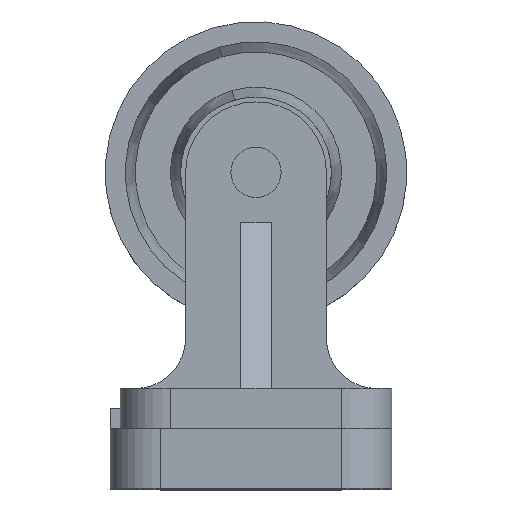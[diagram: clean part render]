
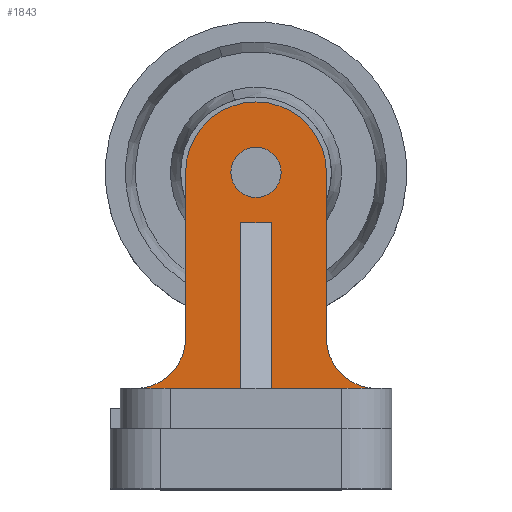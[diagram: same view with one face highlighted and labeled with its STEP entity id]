
A CAD part, top view. The second image highlights one B-rep face of the part: STEP entity #1843.
In plain terms, the highlighted face is planar.
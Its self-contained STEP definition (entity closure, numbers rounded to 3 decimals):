
#6 = EDGE_CURVE ( 'NONE', #252, #3058, #1605, .T. ) ;
#20 = FACE_BOUND ( 'NONE', #2682, .T. ) ;
#28 = LINE ( 'NONE', #846, #881 ) ;
#50 = ORIENTED_EDGE ( 'NONE', *, *, #1332, .F. ) ;
#130 = LINE ( 'NONE', #2574, #143 ) ;
#143 = VECTOR ( 'NONE', #151, 1000. ) ;
#151 = DIRECTION ( 'NONE',  ( 0., 1., 0. ) ) ;
#252 = VERTEX_POINT ( 'NONE', #2193 ) ;
#267 = EDGE_CURVE ( 'NONE', #2790, #2196, #1194, .T. ) ;
#272 = VECTOR ( 'NONE', #803, 1000. ) ;
#307 = CARTESIAN_POINT ( 'NONE',  ( 22., 51., -13. ) ) ;
#364 = CARTESIAN_POINT ( 'NONE',  ( 22., 51., -41. ) ) ;
#386 = CARTESIAN_POINT ( 'NONE',  ( 22., 51., -27. ) ) ;
#401 = AXIS2_PLACEMENT_3D ( 'NONE', #2967, #1667, #566 ) ;
#429 = ORIENTED_EDGE ( 'NONE', *, *, #267, .F. ) ;
#512 = DIRECTION ( 'NONE',  ( 0., 0., -1. ) ) ;
#535 = CARTESIAN_POINT ( 'NONE',  ( 22., 8., -30. ) ) ;
#536 = AXIS2_PLACEMENT_3D ( 'NONE', #811, #3156, #512 ) ;
#566 = DIRECTION ( 'NONE',  ( 0., 0., -1. ) ) ;
#568 = EDGE_CURVE ( 'NONE', #2244, #2913, #1952, .T. ) ;
#582 = FACE_OUTER_BOUND ( 'NONE', #2252, .T. ) ;
#591 = DIRECTION ( 'NONE',  ( 0., 0., -1. ) ) ;
#610 = CARTESIAN_POINT ( 'NONE',  ( 22., 8., -51. ) ) ;
#651 = CARTESIAN_POINT ( 'NONE',  ( 22., 8., -3. ) ) ;
#763 = VECTOR ( 'NONE', #3199, 1000. ) ;
#803 = DIRECTION ( 'NONE',  ( 0., 1., 0. ) ) ;
#811 = CARTESIAN_POINT ( 'NONE',  ( 22., 51., -27. ) ) ;
#818 = AXIS2_PLACEMENT_3D ( 'NONE', #386, #2536, #899 ) ;
#827 = EDGE_CURVE ( 'NONE', #1226, #3455, #1376, .T. ) ;
#846 = CARTESIAN_POINT ( 'NONE',  ( 22., 41., -24. ) ) ;
#881 = VECTOR ( 'NONE', #2729, 1000. ) ;
#887 = CIRCLE ( 'NONE', #1066, 10. ) ;
#899 = DIRECTION ( 'NONE',  ( 0., 0., -1. ) ) ;
#911 = VECTOR ( 'NONE', #1610, 1000. ) ;
#957 = DIRECTION ( 'NONE',  ( 0., 0., 1. ) ) ;
#1021 = EDGE_CURVE ( 'NONE', #2270, #3058, #28, .T. ) ;
#1066 = AXIS2_PLACEMENT_3D ( 'NONE', #2688, #1098, #1817 ) ;
#1098 = DIRECTION ( 'NONE',  ( -1., 0., 0. ) ) ;
#1194 = CIRCLE ( 'NONE', #1364, 10. ) ;
#1226 = VERTEX_POINT ( 'NONE', #651 ) ;
#1284 = CARTESIAN_POINT ( 'NONE',  ( 22., 8., -24. ) ) ;
#1332 = EDGE_CURVE ( 'NONE', #2258, #1226, #887, .T. ) ;
#1364 = AXIS2_PLACEMENT_3D ( 'NONE', #2291, #3350, #957 ) ;
#1376 = LINE ( 'NONE', #2141, #763 ) ;
#1412 = CARTESIAN_POINT ( 'NONE',  ( 22., 41., -30. ) ) ;
#1444 = ORIENTED_EDGE ( 'NONE', *, *, #3273, .F. ) ;
#1549 = ORIENTED_EDGE ( 'NONE', *, *, #2785, .T. ) ;
#1570 = CARTESIAN_POINT ( 'NONE',  ( 22., 18., -41. ) ) ;
#1605 = LINE ( 'NONE', #535, #272 ) ;
#1610 = DIRECTION ( 'NONE',  ( 0., -1., 0. ) ) ;
#1667 = DIRECTION ( 'NONE',  ( 1., 0., 0. ) ) ;
#1696 = CARTESIAN_POINT ( 'NONE',  ( 22., 18., -13. ) ) ;
#1764 = VERTEX_POINT ( 'NONE', #2718 ) ;
#1789 = ORIENTED_EDGE ( 'NONE', *, *, #827, .F. ) ;
#1817 = DIRECTION ( 'NONE',  ( 0., 0., -1. ) ) ;
#1828 = ORIENTED_EDGE ( 'NONE', *, *, #2313, .F. ) ;
#1843 = ADVANCED_FACE ( 'NONE', ( #20, #582 ), #2421, .F. ) ;
#1952 = CIRCLE ( 'NONE', #536, 5. ) ;
#1975 = DIRECTION ( 'NONE',  ( 1., 0., 0. ) ) ;
#2009 = ORIENTED_EDGE ( 'NONE', *, *, #2768, .F. ) ;
#2012 = CARTESIAN_POINT ( 'NONE',  ( 22., 8., -3. ) ) ;
#2017 = CARTESIAN_POINT ( 'NONE',  ( 22., 41., -24. ) ) ;
#2036 = CARTESIAN_POINT ( 'NONE',  ( 22., 51., -41. ) ) ;
#2111 = CARTESIAN_POINT ( 'NONE',  ( 22., 51., -32. ) ) ;
#2141 = CARTESIAN_POINT ( 'NONE',  ( 22., 8., -3. ) ) ;
#2150 = AXIS2_PLACEMENT_3D ( 'NONE', #2240, #1975, #3076 ) ;
#2193 = CARTESIAN_POINT ( 'NONE',  ( 22., 8., -30. ) ) ;
#2196 = VERTEX_POINT ( 'NONE', #1570 ) ;
#2240 = CARTESIAN_POINT ( 'NONE',  ( 22., 51., -27. ) ) ;
#2244 = VERTEX_POINT ( 'NONE', #2111 ) ;
#2252 = EDGE_LOOP ( 'NONE', ( #2623, #3063, #1789, #50, #3345, #1444, #1828, #429, #2009, #2634 ) ) ;
#2258 = VERTEX_POINT ( 'NONE', #1696 ) ;
#2265 = VECTOR ( 'NONE', #2522, 1000. ) ;
#2270 = VERTEX_POINT ( 'NONE', #2017 ) ;
#2291 = CARTESIAN_POINT ( 'NONE',  ( 22., 18., -51. ) ) ;
#2313 = EDGE_CURVE ( 'NONE', #2196, #2886, #3335, .T. ) ;
#2392 = CIRCLE ( 'NONE', #818, 14. ) ;
#2421 = PLANE ( 'NONE',  #401 ) ;
#2477 = CIRCLE ( 'NONE', #2150, 5. ) ;
#2522 = DIRECTION ( 'NONE',  ( 0., 1., 0. ) ) ;
#2536 = DIRECTION ( 'NONE',  ( 1., 0., 0. ) ) ;
#2574 = CARTESIAN_POINT ( 'NONE',  ( 22., 8., -24. ) ) ;
#2623 = ORIENTED_EDGE ( 'NONE', *, *, #1021, .F. ) ;
#2634 = ORIENTED_EDGE ( 'NONE', *, *, #6, .T. ) ;
#2682 = EDGE_LOOP ( 'NONE', ( #3222, #1549 ) ) ;
#2688 = CARTESIAN_POINT ( 'NONE',  ( 22., 18., -3. ) ) ;
#2718 = CARTESIAN_POINT ( 'NONE',  ( 22., 51., -13. ) ) ;
#2726 = LINE ( 'NONE', #307, #911 ) ;
#2729 = DIRECTION ( 'NONE',  ( 0., 0., -1. ) ) ;
#2731 = EDGE_CURVE ( 'NONE', #1764, #2258, #2726, .T. ) ;
#2768 = EDGE_CURVE ( 'NONE', #252, #2790, #3021, .T. ) ;
#2785 = EDGE_CURVE ( 'NONE', #2913, #2244, #2477, .T. ) ;
#2790 = VERTEX_POINT ( 'NONE', #610 ) ;
#2886 = VERTEX_POINT ( 'NONE', #364 ) ;
#2913 = VERTEX_POINT ( 'NONE', #3057 ) ;
#2967 = CARTESIAN_POINT ( 'NONE',  ( 22., 51., -27. ) ) ;
#3021 = LINE ( 'NONE', #2012, #3211 ) ;
#3057 = CARTESIAN_POINT ( 'NONE',  ( 22., 51., -22. ) ) ;
#3058 = VERTEX_POINT ( 'NONE', #1412 ) ;
#3063 = ORIENTED_EDGE ( 'NONE', *, *, #3457, .F. ) ;
#3076 = DIRECTION ( 'NONE',  ( 0., 0., -1. ) ) ;
#3156 = DIRECTION ( 'NONE',  ( 1., 0., 0. ) ) ;
#3199 = DIRECTION ( 'NONE',  ( 0., 0., -1. ) ) ;
#3211 = VECTOR ( 'NONE', #591, 1000. ) ;
#3222 = ORIENTED_EDGE ( 'NONE', *, *, #568, .T. ) ;
#3273 = EDGE_CURVE ( 'NONE', #2886, #1764, #2392, .T. ) ;
#3335 = LINE ( 'NONE', #2036, #2265 ) ;
#3345 = ORIENTED_EDGE ( 'NONE', *, *, #2731, .F. ) ;
#3350 = DIRECTION ( 'NONE',  ( -1., 0., 0. ) ) ;
#3455 = VERTEX_POINT ( 'NONE', #1284 ) ;
#3457 = EDGE_CURVE ( 'NONE', #3455, #2270, #130, .T. ) ;
